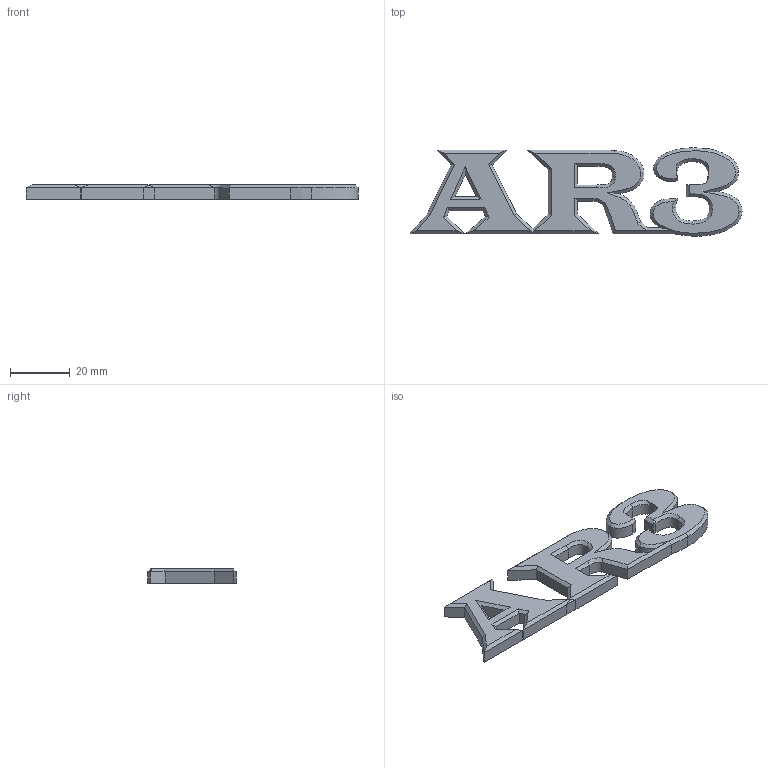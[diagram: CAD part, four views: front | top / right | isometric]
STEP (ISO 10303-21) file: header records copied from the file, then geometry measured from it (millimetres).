
FILE_DESCRIPTION (( 'STEP AP203' ), '1' );
FILE_NAME ('J2 Side Cover Logo .STEP', '2019-10-20T06:22:33', ( '' ), ( '' ), 'SwSTEP 2.0', 'SolidWorks 2019', '' );
FILE_SCHEMA (( 'CONFIG_CONTROL_DESIGN' ));
Length unit declared in the file: millimetre
Products named in the file (1): J2 Side Cover Logo 
Bounding box: 110.98 x 29.56 x 5 mm (x, y, z)
Volume: 9072.9 mm3; surface area: 6325.2 mm2
Topology: 2 solids, 2 shells, 124 faces, 307 edges, 187 vertices
Faces by surface type: plane 76, bspline 48
Entity records: 12015 total; most frequent: CARTESIAN_POINT 9386, ORIENTED_EDGE 614, DIRECTION 352, EDGE_CURVE 307, VECTOR 198, LINE 198, VERTEX_POINT 187, EDGE_LOOP 128
